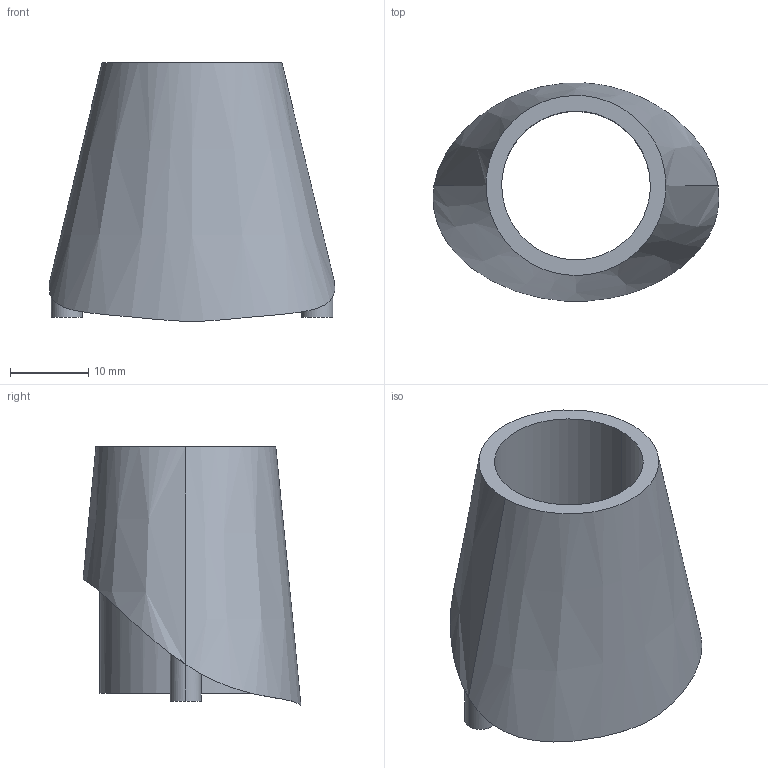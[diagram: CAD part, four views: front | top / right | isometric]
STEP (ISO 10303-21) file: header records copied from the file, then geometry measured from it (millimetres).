
FILE_DESCRIPTION (( 'STEP AP203' ), '1' );
FILE_NAME ('Nez corps_Défaut_sldprt.STEP', '2024-09-06T13:39:55', ( '' ), ( '' ), 'SwSTEP 2.0', 'SolidWorks 2020', '' );
FILE_SCHEMA (( 'CONFIG_CONTROL_DESIGN' ));
Length unit declared in the file: millimetre
Products named in the file (1): Nez corps_Défaut_sldprt
Bounding box: 36.56 x 27.85 x 33.02 mm (x, y, z)
Volume: 6881.9 mm3; surface area: 7555.7 mm2
Topology: 1 solids, 1 shells, 20 faces, 50 edges, 32 vertices
Faces by surface type: bspline 8, cylinder 6, plane 6
Entity records: 2047 total; most frequent: CARTESIAN_POINT 1573, ORIENTED_EDGE 100, EDGE_CURVE 50, DIRECTION 48, B_SPLINE_CURVE_WITH_KNOTS 34, VERTEX_POINT 32, EDGE_LOOP 22, ADVANCED_FACE 20
